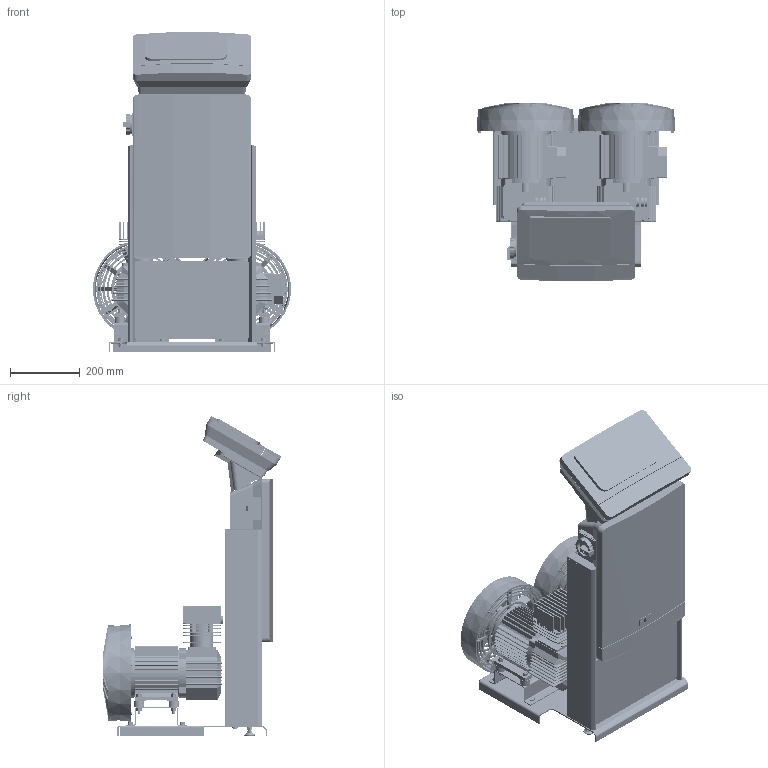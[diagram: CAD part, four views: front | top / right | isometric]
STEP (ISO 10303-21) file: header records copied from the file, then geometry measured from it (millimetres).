
FILE_DESCRIPTION(/* description */ (''),/* implementation_level */ '2;1');
FILE_NAME(/* name */ '3d_ReflexomatRS150_2-8883100.stp',/* time_stamp */ '2015-12-08T09:22:30+01:00',/* author */ ('Andrzej'),/* organization */ (''),/* preprocessor_version */ 'ST-DEVELOPER v15.5',/* originating_system */ 'AutoCAD Mechanical',/* authorisation */ '');
FILE_SCHEMA (('AUTOMOTIVE_DESIGN { 1 0 10303 214 3 1 1 }'));
Length unit declared in the file: millimetre
Products named in the file (1): Product
Bounding box: 570 x 513.56 x 919.9 mm (x, y, z)
Volume: 40007758.1 mm3; surface area: 4587607.1 mm2
Topology: 129 solids, 153 shells, 5112 faces, 13646 edges, 8982 vertices
Faces by surface type: plane 3490, cylinder 1448, cone 76, torus 62, sphere 28, bspline 8
Full cylindrical faces by diameter (mm): 5 x10, 5.095 x18, 5.4 x6, 5.5 x12, 6.2 x2, 6.4 x1, 6.5 x8, 7 x22, 8 x44, 8.5 x4, 9 x20, 10.5 x11, 11.2 x18, 11.63 x10, 13.5 x8, 15 x4, 16 x33, 16.02 x4, 16.031 x4, 17 x9, 17.5 x22, 18 x4, 19 x11, 20 x24, 20.5 x3, 20.616 x2, 21.5 x1, 23 x14, 30 x8, 55.8 x1
Entity records: 156566 total; most frequent: CARTESIAN_POINT 28164, DIRECTION 26816, ORIENTED_EDGE 25848, EDGE_CURVE 12924, AXIS2_PLACEMENT_3D 8970, LINE 8876, VECTOR 8876, VERTEX_POINT 8764
